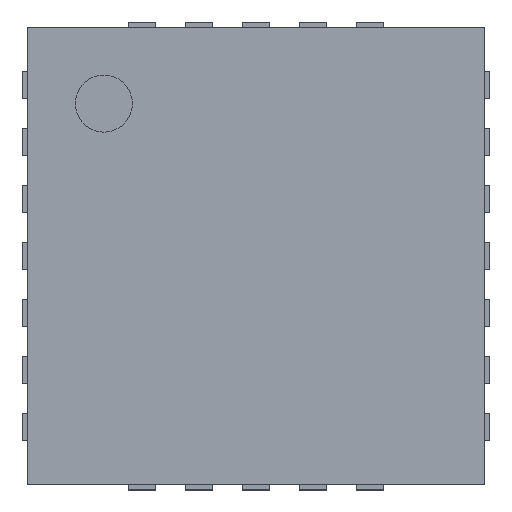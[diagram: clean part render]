
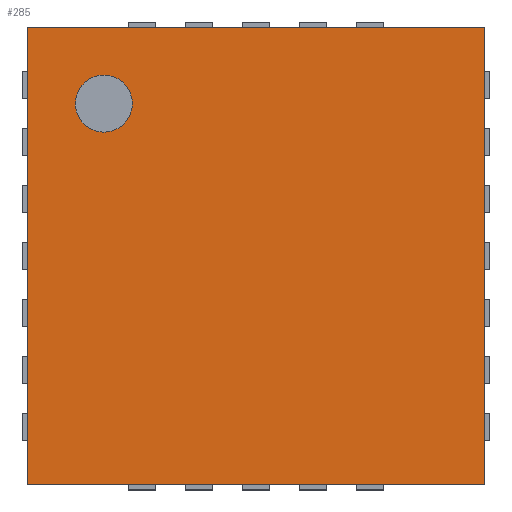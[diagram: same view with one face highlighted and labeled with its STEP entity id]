
A CAD part, top view. The second image highlights one B-rep face of the part: STEP entity #285.
In plain terms, the highlighted planar face has unit normal (0, 0, 1).
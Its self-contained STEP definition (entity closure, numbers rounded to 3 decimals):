
#221 = VERTEX_POINT('',#222);
#222 = CARTESIAN_POINT('',(0.,0.,1.05));
#237 = VERTEX_POINT('',#238);
#238 = CARTESIAN_POINT('',(0.,4.,1.05));
#244 = EDGE_CURVE('',#221,#237,#245,.T.);
#245 = LINE('',#246,#247);
#246 = CARTESIAN_POINT('',(0.,0.,1.05));
#247 = VECTOR('',#248,1.);
#248 = DIRECTION('',(0.,1.,0.));
#267 = EDGE_CURVE('',#221,#268,#270,.T.);
#268 = VERTEX_POINT('',#269);
#269 = CARTESIAN_POINT('',(4.,0.,1.05));
#270 = LINE('',#271,#272);
#271 = CARTESIAN_POINT('',(0.,0.,1.05));
#272 = VECTOR('',#273,1.);
#273 = DIRECTION('',(1.,0.,0.));
#285 = ADVANCED_FACE('',(#286,#304),#315,.T.);
#286 = FACE_BOUND('',#287,.T.);
#287 = EDGE_LOOP('',(#288,#289,#290,#298));
#288 = ORIENTED_EDGE('',*,*,#244,.F.);
#289 = ORIENTED_EDGE('',*,*,#267,.T.);
#290 = ORIENTED_EDGE('',*,*,#291,.T.);
#291 = EDGE_CURVE('',#268,#292,#294,.T.);
#292 = VERTEX_POINT('',#293);
#293 = CARTESIAN_POINT('',(4.,4.,1.05));
#294 = LINE('',#295,#296);
#295 = CARTESIAN_POINT('',(4.,0.,1.05));
#296 = VECTOR('',#297,1.);
#297 = DIRECTION('',(0.,1.,0.));
#298 = ORIENTED_EDGE('',*,*,#299,.F.);
#299 = EDGE_CURVE('',#237,#292,#300,.T.);
#300 = LINE('',#301,#302);
#301 = CARTESIAN_POINT('',(0.,4.,1.05));
#302 = VECTOR('',#303,1.);
#303 = DIRECTION('',(1.,0.,0.));
#304 = FACE_BOUND('',#305,.T.);
#305 = EDGE_LOOP('',(#306));
#306 = ORIENTED_EDGE('',*,*,#307,.F.);
#307 = EDGE_CURVE('',#308,#308,#310,.T.);
#308 = VERTEX_POINT('',#309);
#309 = CARTESIAN_POINT('',(0.917,3.333,1.05));
#310 = CIRCLE('',#311,0.25);
#311 = AXIS2_PLACEMENT_3D('',#312,#313,#314);
#312 = CARTESIAN_POINT('',(0.667,3.333,1.05));
#313 = DIRECTION('',(0.,0.,1.));
#314 = DIRECTION('',(1.,0.,0.));
#315 = PLANE('',#316);
#316 = AXIS2_PLACEMENT_3D('',#317,#318,#319);
#317 = CARTESIAN_POINT('',(0.,0.,1.05));
#318 = DIRECTION('',(0.,0.,1.));
#319 = DIRECTION('',(1.,0.,0.));
